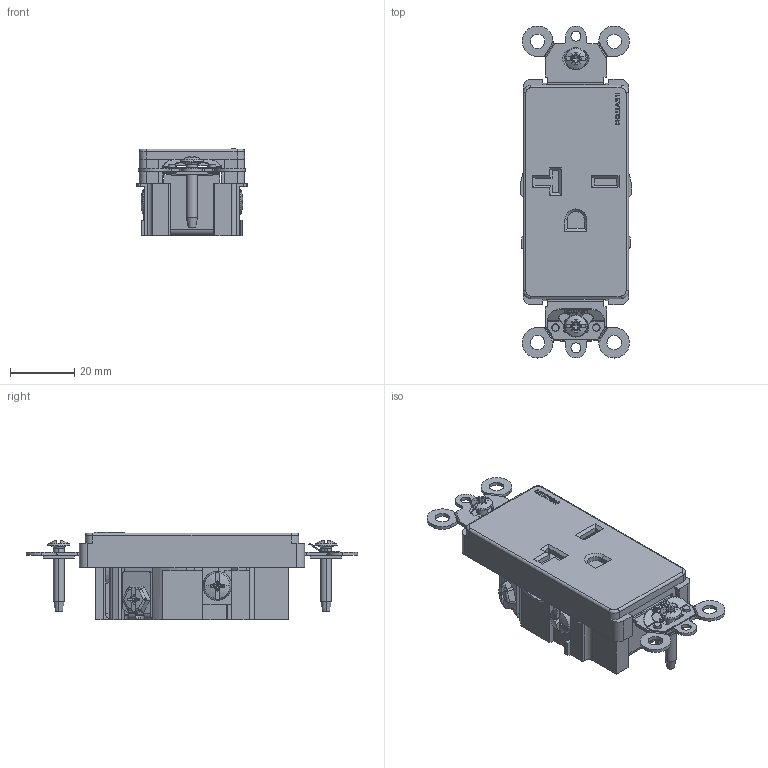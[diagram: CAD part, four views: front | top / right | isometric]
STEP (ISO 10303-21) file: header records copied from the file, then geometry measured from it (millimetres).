
FILE_DESCRIPTION (( 'STEP AP214' ), '1' );
FILE_NAME ('CATSTD-16441-XXX-M01.STEP', '2020-10-07T19:52:17', ( '' ), ( '' ), 'SwSTEP 2.0', 'SolidWorks 2020', '' );
FILE_SCHEMA (( 'AUTOMOTIVE_DESIGN' ));
Length unit declared in the file: inch
Products named in the file (1): CATSTD-16441-XXX-M01
Bounding box: 34.8 x 103.2 x 27.18 mm (x, y, z)
Volume: 31684.3 mm3; surface area: 21271.4 mm2
Topology: 8 solids, 10 shells, 1047 faces, 2811 edges, 1801 vertices
Faces by surface type: plane 704, cylinder 195, cone 88, torus 31, sphere 18, bspline 11
Entity records: 47029 total; most frequent: CARTESIAN_POINT 7223, ORIENTED_EDGE 5614, DIRECTION 5238, EDGE_CURVE 2807, LINE 1826, VECTOR 1826, VERTEX_POINT 1801, AXIS2_PLACEMENT_3D 1706
